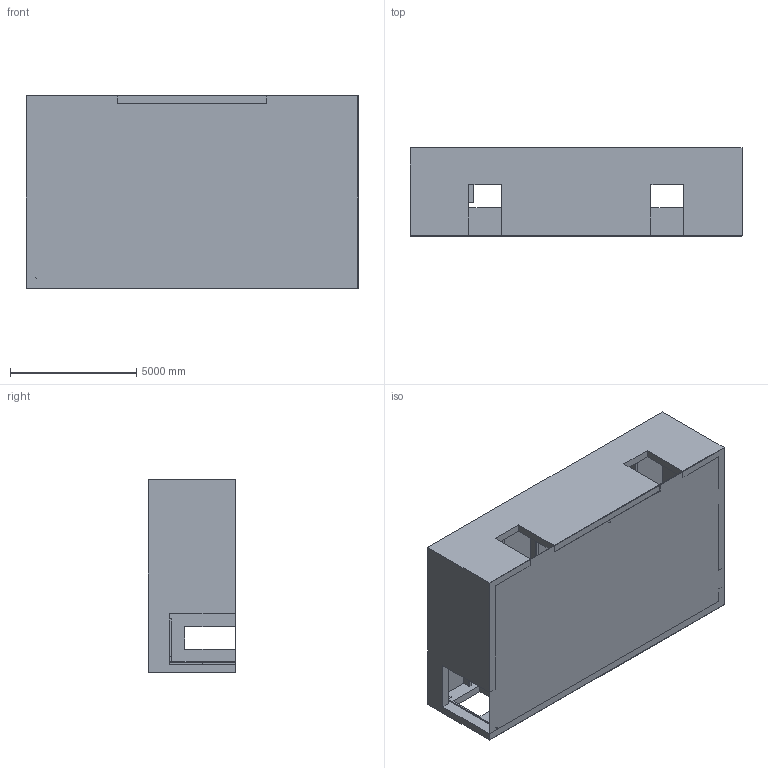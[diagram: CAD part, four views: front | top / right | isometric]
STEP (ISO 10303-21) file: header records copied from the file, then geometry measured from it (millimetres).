
FILE_DESCRIPTION(/* description */ (''),/* implementation_level */ '2;1');
FILE_NAME(/* name */ 'Labo B4 v18.step',/* time_stamp */ '2025-07-23T12:05:28+02:00',/* author */ (''),/* organization */ (''),/* preprocessor_version */ 'ST-DEVELOPER v20.1',/* originating_system */ 'Autodesk Translation Framework v14.4.0.0',/* authorisation */ '');
FILE_SCHEMA (('AUTOMOTIVE_DESIGN { 1 0 10303 214 3 1 1 }'));
Length unit declared in the file: millimetre
Products named in the file (7): Labo B4; Tuyau eau courante; Tuyau air comprimé; Tuyau air comprimé 2; Tuyau eau courante 2; Compensation d'air; aa
Assembly tree (5 placements, depth 2):
  Labo B4
    Tuyau eau courante
    Tuyau air comprimé
    Tuyau air comprimé 2
    Tuyau eau courante 2
  Compensation d'air
    aa
Bounding box: 13127.01 x 3470 x 7600.26 mm (x, y, z)
Volume: 65505074963.3 mm3; surface area: 666249115 mm2
Topology: 9 solids, 9 shells, 169 faces, 438 edges, 284 vertices
Faces by surface type: plane 135, cylinder 26, bspline 6, torus 2
Full cylindrical faces by diameter (mm): 20 x6, 400 x3, 500 x3
Entity records: 5816 total; most frequent: CARTESIAN_POINT 1392, ORIENTED_EDGE 868, DIRECTION 860, EDGE_CURVE 434, LINE 362, VECTOR 362, VERTEX_POINT 284, AXIS2_PLACEMENT_3D 249
